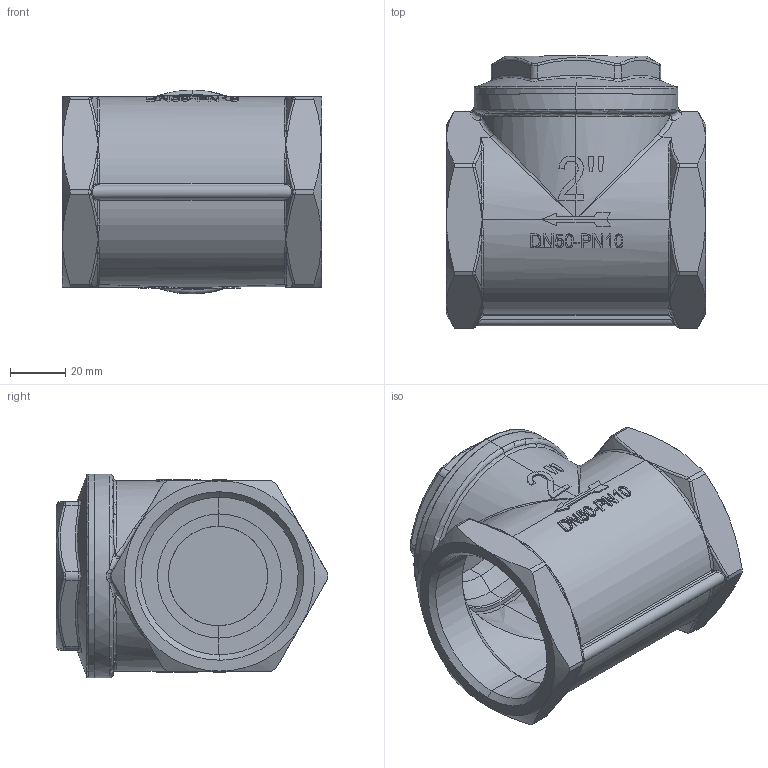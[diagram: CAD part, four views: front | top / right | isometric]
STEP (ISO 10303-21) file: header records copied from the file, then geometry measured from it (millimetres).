
FILE_DESCRIPTION (( 'STEP AP214' ), '1' );
FILE_NAME ('IT-SWING13009M.STEP', '2018-09-24T08:35:11', ( '' ), ( '' ), 'SwSTEP 2.0', 'SolidWorks 2018', '' );
FILE_SCHEMA (( 'AUTOMOTIVE_DESIGN' ));
Length unit declared in the file: millimetre
Products named in the file (1): IT-SWING13009M
Bounding box: 94 x 98.64 x 74 mm (x, y, z)
Surface area: 59135.9 mm2 (no closed solid volume)
Topology: 0 solids, 3 shells, 613 faces, 1600 edges, 969 vertices
Faces by surface type: bspline 215, plane 205, cylinder 101, cone 58, torus 32, sphere 2
Entity records: 33965 total; most frequent: CARTESIAN_POINT 23339, ORIENTED_EDGE 3054, EDGE_CURVE 1548, B_SPLINE_CURVE_WITH_KNOTS 1447, VERTEX_POINT 969, DIRECTION 800, EDGE_LOOP 650, FACE_OUTER_BOUND 613
